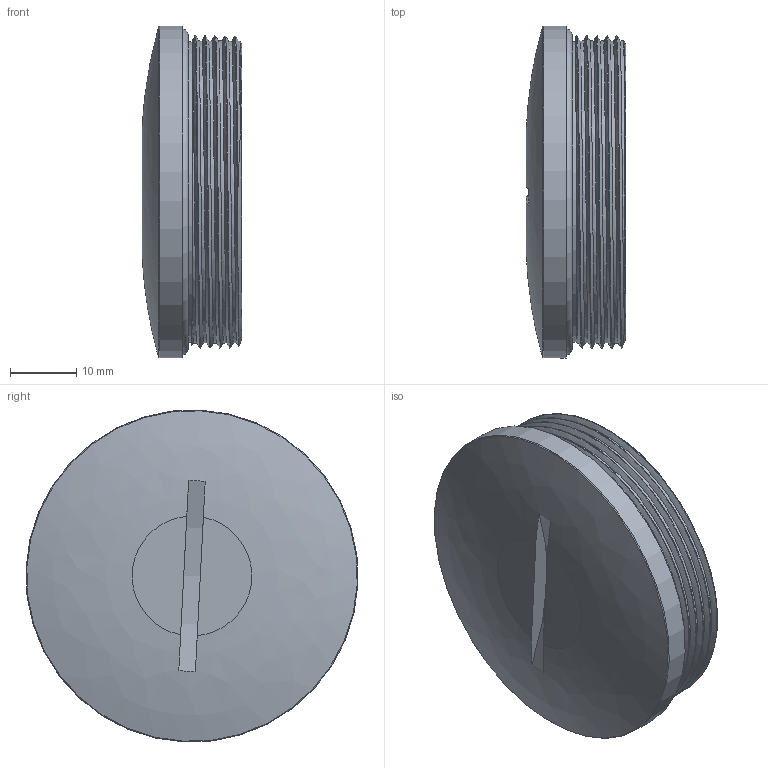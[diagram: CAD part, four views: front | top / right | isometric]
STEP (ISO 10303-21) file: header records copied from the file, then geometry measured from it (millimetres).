
FILE_DESCRIPTION(/* description */ ('Verschlussschraube PG36 mit O-Ring'),/* implementation_level */ '2;1');
FILE_NAME(/* name */ '69017436-RST.stp',/* time_stamp */ '2020-06-17T15:03:48+02:00',/* author */ ('sl'),/* organization */ (''),/* preprocessor_version */ 'ST-DEVELOPER v16.5',/* originating_system */ 'Autodesk Inventor 2017',/* authorisation */ '');
FILE_SCHEMA (('AUTOMOTIVE_DESIGN { 1 0 10303 214 3 1 1 }'));
Length unit declared in the file: millimetre
Products named in the file (3): 69017436; 69017436_1; 69017436_2
Assembly tree (2 placements, depth 2):
  69017436
    69017436_1
    69017436_2
Bounding box: 15 x 49.93 x 49.93 mm (x, y, z)
Volume: 12045.6 mm3; surface area: 8988.6 mm2
Topology: 2 solids, 2 shells, 22 faces, 51 edges, 35 vertices
Faces by surface type: plane 9, cylinder 7, bspline 3, cone 2, torus 1
Full cylindrical faces by diameter (mm): 41.478 x1, 45.23 x1, 49.13 x1, 50 x1
Entity records: 1658 total; most frequent: CARTESIAN_POINT 1089, DIRECTION 112, ORIENTED_EDGE 88, AXIS2_PLACEMENT_3D 53, EDGE_CURVE 44, VERTEX_POINT 34, EDGE_LOOP 32, CIRCLE 25
